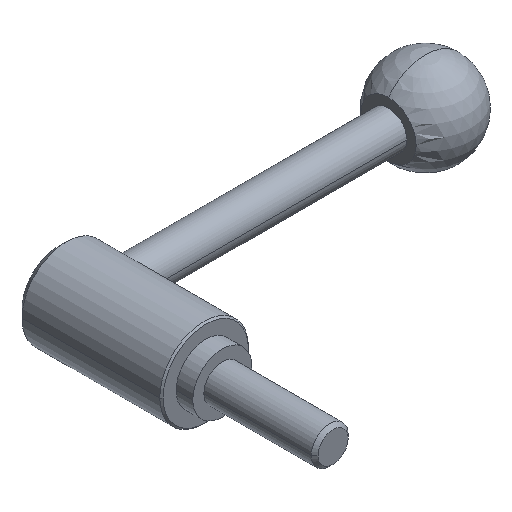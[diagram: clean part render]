
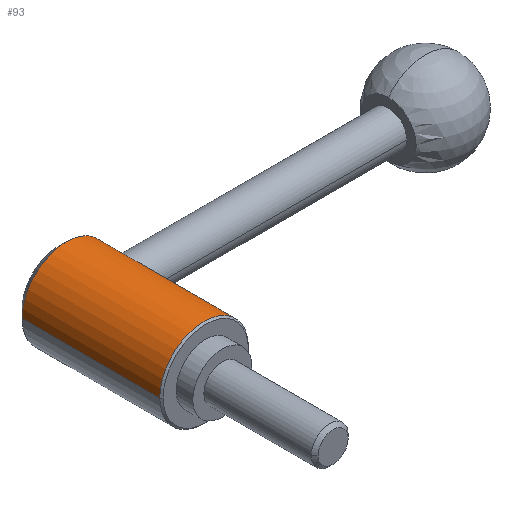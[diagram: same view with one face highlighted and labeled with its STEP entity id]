
A CAD part, isometric view. The second image highlights one B-rep face of the part: STEP entity #93.
In plain terms, the highlighted cylindrical face has radius 12 mm (diameter 24 mm), a partial arc.
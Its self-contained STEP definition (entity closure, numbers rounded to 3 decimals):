
#93 = ADVANCED_FACE( '', ( #136 ), #137, .T. );
#136 = FACE_OUTER_BOUND( '', #181, .T. );
#137 = CYLINDRICAL_SURFACE( '', #182, 12. );
#181 = EDGE_LOOP( '', ( #316, #317, #318, #319, #320, #321, #322 ) );
#182 = AXIS2_PLACEMENT_3D( '', #323, #324, #325 );
#316 = ORIENTED_EDGE( '', *, *, #342, .T. );
#317 = ORIENTED_EDGE( '', *, *, #370, .T. );
#318 = ORIENTED_EDGE( '', *, *, #369, .T. );
#319 = ORIENTED_EDGE( '', *, *, #345, .T. );
#320 = ORIENTED_EDGE( '', *, *, #380, .F. );
#321 = ORIENTED_EDGE( '', *, *, #344, .T. );
#322 = ORIENTED_EDGE( '', *, *, #379, .T. );
#323 = CARTESIAN_POINT( '', ( 0., 23.613, 0. ) );
#324 = DIRECTION( '', ( 0., -1., 0. ) );
#325 = DIRECTION( '', ( 1., 0., 0. ) );
#342 = EDGE_CURVE( '', #390, #391, #392, .T. );
#344 = EDGE_CURVE( '', #385, #393, #395, .T. );
#345 = EDGE_CURVE( '', #396, #382, #397, .T. );
#369 = EDGE_CURVE( '', #440, #396, #441, .T. );
#370 = EDGE_CURVE( '', #391, #440, #442, .T. );
#379 = EDGE_CURVE( '', #393, #390, #451, .T. );
#380 = EDGE_CURVE( '', #385, #382, #452, .T. );
#382 = VERTEX_POINT( '', #454 );
#385 = VERTEX_POINT( '', #458 );
#390 = VERTEX_POINT( '', #464 );
#391 = VERTEX_POINT( '', #465 );
#392 = LINE( '', #466, #467 );
#393 = VERTEX_POINT( '', #468 );
#395 = LINE( '', #470, #471 );
#396 = VERTEX_POINT( '', #472 );
#397 = LINE( '', #473, #474 );
#440 = VERTEX_POINT( '', #560 );
#441 = B_SPLINE_CURVE_WITH_KNOTS( '', 3, ( #561, #562, #563, #564, #565, #566, #567, #568, #569, #570, #571, #572, #573, #574, #575, #576, #577, #578 ), .UNSPECIFIED., .F., .F., ( 4, 2, 2, 2, 2, 2, 2, 2, 4 ), ( 0., 0.955, 1.91, 2.865, 3.82, 4.774, 5.728, 6.682, 7.636 ), .UNSPECIFIED. );
#442 = B_SPLINE_CURVE_WITH_KNOTS( '', 3, ( #579, #580, #581, #582, #583, #584, #585, #586, #587, #588, #589, #590, #591, #592, #593, #594, #595, #596 ), .UNSPECIFIED., .F., .F., ( 4, 2, 2, 2, 2, 2, 2, 2, 4 ), ( 22.908, 23.862, 24.816, 25.77, 26.724, 27.679, 28.634, 29.589, 30.544 ), .UNSPECIFIED. );
#451 = CIRCLE( '', #605, 12. );
#452 = CIRCLE( '', #606, 12. );
#454 = CARTESIAN_POINT( '', ( 12., 42.275, 0. ) );
#458 = CARTESIAN_POINT( '', ( -12., 42.275, 0. ) );
#464 = CARTESIAN_POINT( '', ( 12., 4.95, 0. ) );
#465 = CARTESIAN_POINT( '', ( 12., 32., 0. ) );
#466 = CARTESIAN_POINT( '', ( 12., 23.613, 0. ) );
#467 = VECTOR( '', #616, 1. );
#468 = CARTESIAN_POINT( '', ( -12., 4.95, 0. ) );
#470 = CARTESIAN_POINT( '', ( -12., 23.613, 0. ) );
#471 = VECTOR( '', #620, 1. );
#472 = CARTESIAN_POINT( '', ( 12., 42., 0. ) );
#473 = CARTESIAN_POINT( '', ( 12., 23.613, 0. ) );
#474 = VECTOR( '', #621, 1. );
#560 = CARTESIAN_POINT( '', ( 10.909, 37., 5. ) );
#561 = CARTESIAN_POINT( '', ( 10.909, 37., 5. ) );
#562 = CARTESIAN_POINT( '', ( 10.909, 37.318, 5. ) );
#563 = CARTESIAN_POINT( '', ( 10.923, 37.646, 4.969 ) );
#564 = CARTESIAN_POINT( '', ( 10.981, 38.295, 4.841 ) );
#565 = CARTESIAN_POINT( '', ( 11.024, 38.617, 4.743 ) );
#566 = CARTESIAN_POINT( '', ( 11.13, 39.231, 4.487 ) );
#567 = CARTESIAN_POINT( '', ( 11.194, 39.525, 4.328 ) );
#568 = CARTESIAN_POINT( '', ( 11.329, 40.067, 3.962 ) );
#569 = CARTESIAN_POINT( '', ( 11.4, 40.316, 3.755 ) );
#570 = CARTESIAN_POINT( '', ( 11.535, 40.755, 3.316 ) );
#571 = CARTESIAN_POINT( '', ( 11.605, 40.962, 3.067 ) );
#572 = CARTESIAN_POINT( '', ( 11.735, 41.328, 2.525 ) );
#573 = CARTESIAN_POINT( '', ( 11.795, 41.487, 2.232 ) );
#574 = CARTESIAN_POINT( '', ( 11.895, 41.743, 1.617 ) );
#575 = CARTESIAN_POINT( '', ( 11.934, 41.841, 1.295 ) );
#576 = CARTESIAN_POINT( '', ( 11.987, 41.969, 0.646 ) );
#577 = CARTESIAN_POINT( '', ( 12., 42., 0.318 ) );
#578 = CARTESIAN_POINT( '', ( 12., 42., 0. ) );
#579 = CARTESIAN_POINT( '', ( 12., 32., 0. ) );
#580 = CARTESIAN_POINT( '', ( 12., 32., 0.318 ) );
#581 = CARTESIAN_POINT( '', ( 11.987, 32.031, 0.646 ) );
#582 = CARTESIAN_POINT( '', ( 11.934, 32.159, 1.295 ) );
#583 = CARTESIAN_POINT( '', ( 11.895, 32.257, 1.617 ) );
#584 = CARTESIAN_POINT( '', ( 11.795, 32.513, 2.232 ) );
#585 = CARTESIAN_POINT( '', ( 11.735, 32.672, 2.525 ) );
#586 = CARTESIAN_POINT( '', ( 11.605, 33.038, 3.067 ) );
#587 = CARTESIAN_POINT( '', ( 11.535, 33.245, 3.316 ) );
#588 = CARTESIAN_POINT( '', ( 11.4, 33.684, 3.755 ) );
#589 = CARTESIAN_POINT( '', ( 11.329, 33.933, 3.962 ) );
#590 = CARTESIAN_POINT( '', ( 11.194, 34.475, 4.328 ) );
#591 = CARTESIAN_POINT( '', ( 11.13, 34.769, 4.487 ) );
#592 = CARTESIAN_POINT( '', ( 11.024, 35.383, 4.743 ) );
#593 = CARTESIAN_POINT( '', ( 10.981, 35.705, 4.841 ) );
#594 = CARTESIAN_POINT( '', ( 10.923, 36.354, 4.969 ) );
#595 = CARTESIAN_POINT( '', ( 10.909, 36.682, 5. ) );
#596 = CARTESIAN_POINT( '', ( 10.909, 37., 5. ) );
#605 = AXIS2_PLACEMENT_3D( '', #692, #693, #694 );
#606 = AXIS2_PLACEMENT_3D( '', #695, #696, #697 );
#616 = DIRECTION( '', ( 0., 1., 0. ) );
#620 = DIRECTION( '', ( 0., -1., 0. ) );
#621 = DIRECTION( '', ( 0., 1., 0. ) );
#692 = CARTESIAN_POINT( '', ( 0., 4.95, 0. ) );
#693 = DIRECTION( '', ( 0., 1., 0. ) );
#694 = DIRECTION( '', ( 1., 0., 0. ) );
#695 = CARTESIAN_POINT( '', ( 0., 42.275, 0. ) );
#696 = DIRECTION( '', ( 0., 1., 0. ) );
#697 = DIRECTION( '', ( 1., 0., 0. ) );
